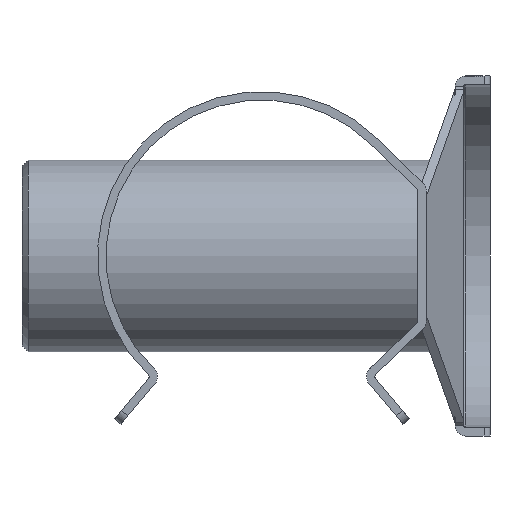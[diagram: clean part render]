
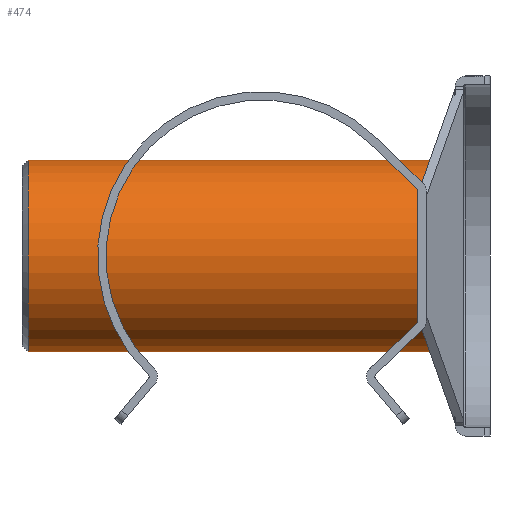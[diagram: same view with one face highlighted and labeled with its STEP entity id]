
A CAD part, front view. The second image highlights one B-rep face of the part: STEP entity #474.
In plain terms, the highlighted cylindrical face has radius 8 mm (diameter 16 mm), a full revolution.
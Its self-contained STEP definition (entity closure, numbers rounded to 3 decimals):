
#19 = AXIS2_PLACEMENT_3D ( 'NONE', #83, #2058, #1771 ) ;
#83 = CARTESIAN_POINT ( 'NONE',  ( -20., 0., 0. ) ) ;
#335 = CARTESIAN_POINT ( 'NONE',  ( 16.1, 8., 0. ) ) ;
#389 = CARTESIAN_POINT ( 'NONE',  ( -19.5, 0., 0. ) ) ;
#410 = DIRECTION ( 'NONE',  ( -1., 0., 0. ) ) ;
#474 = ADVANCED_FACE ( 'NONE', ( #1545, #2091 ), #574, .T. ) ;
#508 = CIRCLE ( 'NONE', #1397, 8. ) ;
#574 = CYLINDRICAL_SURFACE ( 'NONE', #19, 8. ) ;
#733 = DIRECTION ( 'NONE',  ( 0., 0., 1. ) ) ;
#815 = DIRECTION ( 'NONE',  ( 0., 1., 0. ) ) ;
#831 = EDGE_LOOP ( 'NONE', ( #1277 ) ) ;
#840 = CARTESIAN_POINT ( 'NONE',  ( 16.1, 0., 0. ) ) ;
#843 = AXIS2_PLACEMENT_3D ( 'NONE', #840, #1455, #815 ) ;
#1090 = ORIENTED_EDGE ( 'NONE', *, *, #2048, .F. ) ;
#1135 = VERTEX_POINT ( 'NONE', #1964 ) ;
#1277 = ORIENTED_EDGE ( 'NONE', *, *, #1877, .F. ) ;
#1397 = AXIS2_PLACEMENT_3D ( 'NONE', #389, #410, #733 ) ;
#1455 = DIRECTION ( 'NONE',  ( 1., 0., 0. ) ) ;
#1461 = EDGE_LOOP ( 'NONE', ( #1090 ) ) ;
#1545 = FACE_OUTER_BOUND ( 'NONE', #831, .T. ) ;
#1771 = DIRECTION ( 'NONE',  ( 0., 0., 1. ) ) ;
#1802 = VERTEX_POINT ( 'NONE', #335 ) ;
#1849 = CIRCLE ( 'NONE', #843, 8. ) ;
#1877 = EDGE_CURVE ( 'NONE', #1135, #1135, #508, .T. ) ;
#1964 = CARTESIAN_POINT ( 'NONE',  ( -19.5, 0., 8. ) ) ;
#2048 = EDGE_CURVE ( 'NONE', #1802, #1802, #1849, .T. ) ;
#2058 = DIRECTION ( 'NONE',  ( -1., 0., 0. ) ) ;
#2091 = FACE_OUTER_BOUND ( 'NONE', #1461, .T. ) ;
